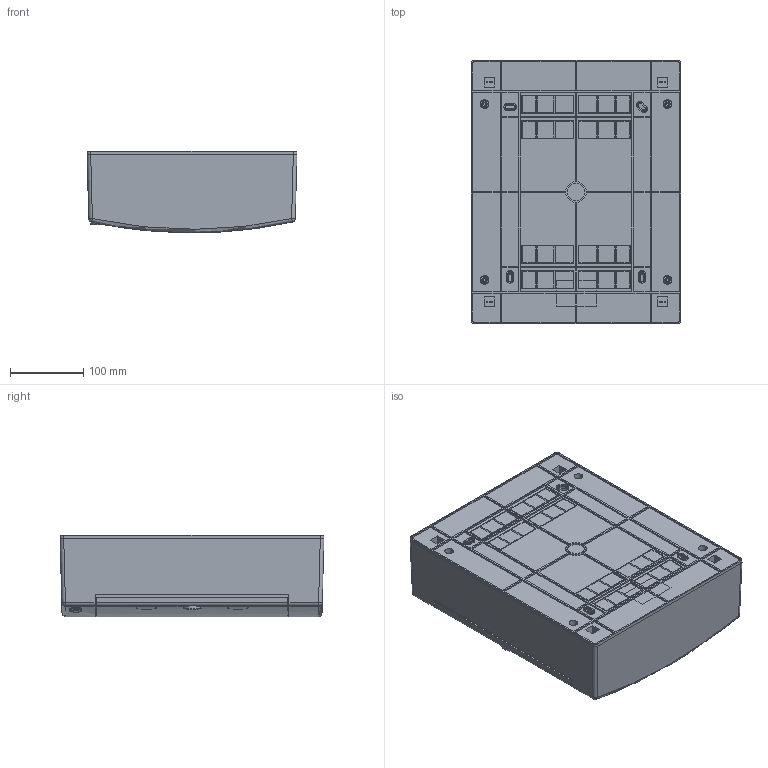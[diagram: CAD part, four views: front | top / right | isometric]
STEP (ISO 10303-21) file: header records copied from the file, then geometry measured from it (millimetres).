
FILE_DESCRIPTION((''),'2;1');
FILE_NAME('N24C_ASM','2021-02-19T',('marketing.praksa'),('Audax d.o.o.'),'CREO PARAMETRIC BY PTC INC, 2017480','CREO PARAMETRIC BY PTC INC, 2017480','');
FILE_SCHEMA(('AUTOMOTIVE_DESIGN { 1 0 10303 214 1 1 1 1 }'));
Products named in the file (17): SPLIT1_1_; SPLIT1_2_; DNO2_ASM; MASKA_DVOREDNE_NAZIDNE_TABLE_KO; SRAF_ZA_RAZVODNE_TABLE; VRATA_DVOREDNE_TABLE; LIMENA_SINA; PAN_HEAD_CROSS_RECESS_SCREW_D_1; HOLDER; MIRRORHOLDER; N24C_1_ASM; ETI_LOGO_1_1_1_1_1_2; ETI_LOGO_2_1_1_1_1_2; ETI_LOGO_3_1_1_1_1_2; ETI_LOGO_ASM_1_1_ASM_1_1_ASM; ASM0005_ASM; N24C_ASM
Assembly tree (23 placements, depth 4):
  N24C_ASM
    N24C_1_ASM
      DNO2_ASM
        SPLIT1_1_
        SPLIT1_2_
      MASKA_DVOREDNE_NAZIDNE_TABLE_KO
      SRAF_ZA_RAZVODNE_TABLE  x4
      VRATA_DVOREDNE_TABLE
      LIMENA_SINA  x2
      PAN_HEAD_CROSS_RECESS_SCREW_D_1  x4
      HOLDER
      MIRRORHOLDER
    ASM0005_ASM
      ETI_LOGO_ASM_1_1_ASM_1_1_ASM
        ETI_LOGO_1_1_1_1_1_2
        ETI_LOGO_2_1_1_1_1_2
        ETI_LOGO_3_1_1_1_1_2
Bounding box: 286.8 x 360.5 x 111.6 mm (x, y, z)
Volume: 990615.5 mm3; surface area: 987041 mm2
Topology: 19 solids, 19 shells, 3285 faces, 8799 edges, 5677 vertices
Faces by surface type: plane 2039, cylinder 968, torus 98, cone 60, sphere 48, bspline 44, extrusion 28
Entity records: 126309 total; most frequent: CARTESIAN_POINT 17584, ORIENTED_EDGE 14364, DIRECTION 13966, PRESENTATION_STYLE_ASSIGNMENT 9843, STYLED_ITEM 9843, CURVE_STYLE 7210, EDGE_CURVE 7182, VECTOR 5008
